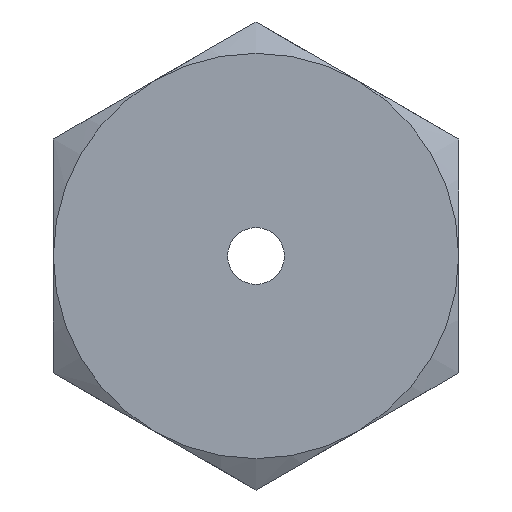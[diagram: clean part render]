
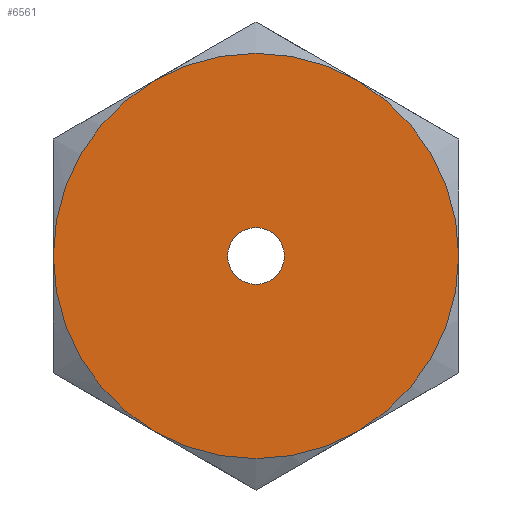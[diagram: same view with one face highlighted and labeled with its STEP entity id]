
A CAD part, left-side view. The second image highlights one B-rep face of the part: STEP entity #6561.
In plain terms, the highlighted planar face has unit normal (-1, 0, 0).
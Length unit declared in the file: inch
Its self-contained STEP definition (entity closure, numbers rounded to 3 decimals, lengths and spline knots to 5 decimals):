
#2789=CARTESIAN_POINT('',(-0.22,0.125,
-0.21651));
#2804=CARTESIAN_POINT('',(-0.22,0.25,
0.));
#2833=CARTESIAN_POINT('',(-0.22,0.125,
0.21651));
#2848=CARTESIAN_POINT('',(-0.22,0.,0.));
#2849=DIRECTION('',(-1.,0.,0.));
#2850=DIRECTION('',(0.,1.,0.));
#2851=AXIS2_PLACEMENT_3D('',#2848,#2849,#2850);
#2853=CARTESIAN_POINT('',(-0.22,0.,0.));
#2854=DIRECTION('',(-1.,0.,0.));
#2855=DIRECTION('',(0.,0.5,0.866));
#2856=AXIS2_PLACEMENT_3D('',#2853,#2854,#2855);
#2858=CARTESIAN_POINT('',(-0.22,0.,0.));
#2859=DIRECTION('',(-1.,0.,0.));
#2860=DIRECTION('',(0.,-0.5,0.866));
#2861=AXIS2_PLACEMENT_3D('',#2858,#2859,#2860);
#2863=CARTESIAN_POINT('',(-0.22,0.,0.));
#2864=DIRECTION('',(-1.,0.,0.));
#2865=DIRECTION('',(0.,-1.,0.));
#2866=AXIS2_PLACEMENT_3D('',#2863,#2864,#2865);
#2868=CARTESIAN_POINT('',(-0.22,0.,0.));
#2869=DIRECTION('',(-1.,0.,0.));
#2870=DIRECTION('',(0.,-0.5,-0.866));
#2871=AXIS2_PLACEMENT_3D('',#2868,#2869,#2870);
#2873=CARTESIAN_POINT('',(-0.22,0.,0.));
#2874=DIRECTION('',(-1.,0.,0.));
#2875=DIRECTION('',(0.,0.5,-0.866));
#2876=AXIS2_PLACEMENT_3D('',#2873,#2874,#2875);
#2878=CARTESIAN_POINT('',(-0.22,0.,0.));
#2879=DIRECTION('',(1.,0.,0.));
#2880=DIRECTION('',(0.,-1.,0.));
#2881=AXIS2_PLACEMENT_3D('',#2878,#2879,#2880);
#2883=CARTESIAN_POINT('',(-0.22,0.,0.));
#2884=DIRECTION('',(1.,0.,0.));
#2885=DIRECTION('',(0.,1.,0.));
#2886=AXIS2_PLACEMENT_3D('',#2883,#2884,#2885);
#2903=CARTESIAN_POINT('',(-0.22,-0.125,
0.21651));
#2925=CARTESIAN_POINT('',(-0.22,-0.25,
0.));
#2947=CARTESIAN_POINT('',(-0.22,-0.125,
-0.21651));
#3083=VERTEX_POINT('',#2789);
#3085=VERTEX_POINT('',#2804);
#3088=VERTEX_POINT('',#2833);
#3090=VERTEX_POINT('',#2903);
#3092=VERTEX_POINT('',#2925);
#3093=VERTEX_POINT('',#2947);
#3098=CARTESIAN_POINT('',(-0.22,-0.035,0.));
#3099=CARTESIAN_POINT('',(-0.22,0.035,0.));
#3100=VERTEX_POINT('',#3098);
#3101=VERTEX_POINT('',#3099);
#6542=CARTESIAN_POINT('',(-0.22,0.,0.));
#6543=DIRECTION('',(1.,0.,0.));
#6544=DIRECTION('',(0.,1.,0.));
#6545=AXIS2_PLACEMENT_3D('',#6542,#6543,#6544);
#6546=PLANE('',#6545);
#6547=ORIENTED_EDGE('',*,*,#6440,.F.);
#6548=ORIENTED_EDGE('',*,*,#6510,.F.);
#6549=ORIENTED_EDGE('',*,*,#6523,.F.);
#6550=ORIENTED_EDGE('',*,*,#6537,.F.);
#6551=ORIENTED_EDGE('',*,*,#6467,.F.);
#6552=ORIENTED_EDGE('',*,*,#6451,.F.);
#6553=EDGE_LOOP('',(#6547,#6548,#6549,#6550,#6551,#6552));
#6554=FACE_OUTER_BOUND('',#6553,.F.);
#6556=ORIENTED_EDGE('',*,*,#6555,.F.);
#6558=ORIENTED_EDGE('',*,*,#6557,.F.);
#6559=EDGE_LOOP('',(#6556,#6558));
#6560=FACE_BOUND('',#6559,.F.);
#2852=CIRCLE('',#2851,0.25);
#2857=CIRCLE('',#2856,0.25);
#2862=CIRCLE('',#2861,0.25);
#2867=CIRCLE('',#2866,0.25);
#2872=CIRCLE('',#2871,0.25);
#2877=CIRCLE('',#2876,0.25);
#2882=CIRCLE('',#2881,0.035);
#2887=CIRCLE('',#2886,0.035);
#6440=EDGE_CURVE('',#3085,#3083,#2852,.T.);
#6451=EDGE_CURVE('',#3083,#3093,#2877,.T.);
#6467=EDGE_CURVE('',#3093,#3092,#2872,.T.);
#6510=EDGE_CURVE('',#3088,#3085,#2857,.T.);
#6523=EDGE_CURVE('',#3090,#3088,#2862,.T.);
#6537=EDGE_CURVE('',#3092,#3090,#2867,.T.);
#6555=EDGE_CURVE('',#3100,#3101,#2882,.T.);
#6557=EDGE_CURVE('',#3101,#3100,#2887,.T.);
#6561=ADVANCED_FACE('',(#6554,#6560),#6546,.F.);
